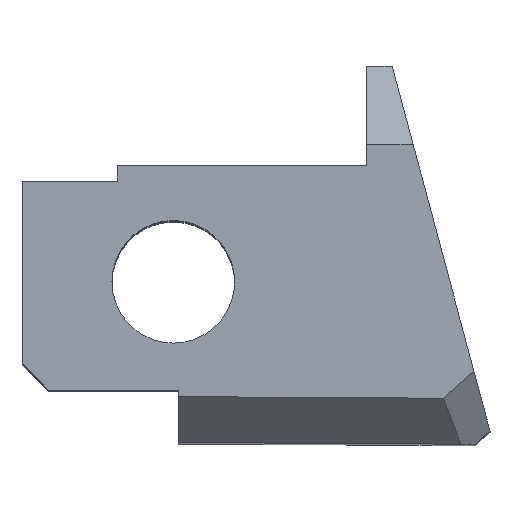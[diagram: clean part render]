
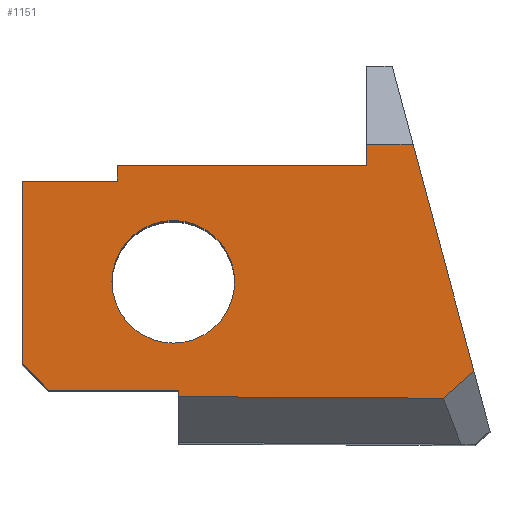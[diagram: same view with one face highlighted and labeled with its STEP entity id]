
A CAD part, top view. The second image highlights one B-rep face of the part: STEP entity #1151.
In plain terms, the highlighted planar face has unit normal (0, 0, 1).
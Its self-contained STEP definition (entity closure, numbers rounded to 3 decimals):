
#9 = VECTOR ( 'NONE', #1054, 1000. ) ;
#45 = CARTESIAN_POINT ( 'NONE',  ( 146.88, 115.979, 102.189 ) ) ;
#60 = ORIENTED_EDGE ( 'NONE', *, *, #107, .F. ) ;
#65 = VERTEX_POINT ( 'NONE', #964 ) ;
#68 = DIRECTION ( 'NONE',  ( 0.259, -0.966, 0. ) ) ;
#79 = CIRCLE ( 'NONE', #1229, 1.6 ) ;
#93 = CARTESIAN_POINT ( 'NONE',  ( 137.002, 110.949, 102.189 ) ) ;
#105 = VERTEX_POINT ( 'NONE', #654 ) ;
#106 = CARTESIAN_POINT ( 'NONE',  ( 145.293, 117.357, 102.189 ) ) ;
#107 = EDGE_CURVE ( 'NONE', #1373, #1038, #1332, .T. ) ;
#154 = CARTESIAN_POINT ( 'NONE',  ( 138.793, 116.4, 102.189 ) ) ;
#184 = EDGE_CURVE ( 'NONE', #2032, #1420, #1360, .T. ) ;
#199 = LINE ( 'NONE', #1935, #894 ) ;
#226 = VERTEX_POINT ( 'NONE', #1824 ) ;
#234 = EDGE_CURVE ( 'NONE', #105, #820, #1177, .T. ) ;
#237 = EDGE_CURVE ( 'NONE', #1223, #919, #902, .T. ) ;
#240 = VERTEX_POINT ( 'NONE', #106 ) ;
#241 = CARTESIAN_POINT ( 'NONE',  ( 148.532, 110.73, 102.189 ) ) ;
#257 = LINE ( 'NONE', #1171, #634 ) ;
#285 = DIRECTION ( 'NONE',  ( 0., 0., -1. ) ) ;
#303 = DIRECTION ( 'NONE',  ( 1., 0., 0. ) ) ;
#353 = ORIENTED_EDGE ( 'NONE', *, *, #1176, .F. ) ;
#385 = VERTEX_POINT ( 'NONE', #1225 ) ;
#396 = EDGE_CURVE ( 'NONE', #1420, #226, #199, .T. ) ;
#450 = EDGE_CURVE ( 'NONE', #226, #820, #1743, .T. ) ;
#458 = FACE_OUTER_BOUND ( 'NONE', #1744, .T. ) ;
#471 = DIRECTION ( 'NONE',  ( 1., 0., 0. ) ) ;
#506 = CARTESIAN_POINT ( 'NONE',  ( 136.307, 112.705, 102.189 ) ) ;
#519 = CARTESIAN_POINT ( 'NONE',  ( 140.413, 113.53, 102.189 ) ) ;
#524 = LINE ( 'NONE', #506, #1922 ) ;
#549 = CARTESIAN_POINT ( 'NONE',  ( 138.793, 117.787, 102.189 ) ) ;
#551 = ORIENTED_EDGE ( 'NONE', *, *, #751, .T. ) ;
#567 = AXIS2_PLACEMENT_3D ( 'NONE', #2001, #1070, #303 ) ;
#575 = CARTESIAN_POINT ( 'NONE',  ( 136.307, 111.644, 102.189 ) ) ;
#613 = ORIENTED_EDGE ( 'NONE', *, *, #926, .F. ) ;
#614 = DIRECTION ( 'NONE',  ( 0., -1., 0. ) ) ;
#634 = VECTOR ( 'NONE', #681, 1000. ) ;
#636 = CARTESIAN_POINT ( 'NONE',  ( 141.88, 117.357, 102.189 ) ) ;
#648 = CARTESIAN_POINT ( 'NONE',  ( 140.396, 110.778, 102.189 ) ) ;
#654 = CARTESIAN_POINT ( 'NONE',  ( 147.299, 110.737, 102.189 ) ) ;
#656 = CARTESIAN_POINT ( 'NONE',  ( 140.606, 116.805, 102.189 ) ) ;
#658 = CARTESIAN_POINT ( 'NONE',  ( 140.254, 113.773, 102.189 ) ) ;
#660 = ORIENTED_EDGE ( 'NONE', *, *, #237, .F. ) ;
#681 = DIRECTION ( 'NONE',  ( 0.75, 0.661, 0. ) ) ;
#714 = ORIENTED_EDGE ( 'NONE', *, *, #858, .F. ) ;
#740 = VERTEX_POINT ( 'NONE', #1530 ) ;
#751 = EDGE_CURVE ( 'NONE', #1519, #385, #1951, .T. ) ;
#773 = LINE ( 'NONE', #656, #1268 ) ;
#775 = ORIENTED_EDGE ( 'NONE', *, *, #450, .T. ) ;
#808 = CARTESIAN_POINT ( 'NONE',  ( 138.793, 116.805, 102.189 ) ) ;
#820 = VERTEX_POINT ( 'NONE', #648 ) ;
#858 = EDGE_CURVE ( 'NONE', #2032, #740, #524, .T. ) ;
#862 = CARTESIAN_POINT ( 'NONE',  ( 137.407, 110.544, 102.189 ) ) ;
#870 = VECTOR ( 'NONE', #1756, 1000. ) ;
#894 = VECTOR ( 'NONE', #1320, 1000. ) ;
#902 = LINE ( 'NONE', #549, #1495 ) ;
#919 = VERTEX_POINT ( 'NONE', #808 ) ;
#926 = EDGE_CURVE ( 'NONE', #740, #1223, #1124, .T. ) ;
#944 = CARTESIAN_POINT ( 'NONE',  ( 141.854, 113.773, 102.189 ) ) ;
#964 = CARTESIAN_POINT ( 'NONE',  ( 145.293, 116.805, 102.189 ) ) ;
#1009 = CARTESIAN_POINT ( 'NONE',  ( 146.511, 117.357, 102.189 ) ) ;
#1038 = VERTEX_POINT ( 'NONE', #1502 ) ;
#1054 = DIRECTION ( 'NONE',  ( -1., 0.006, 0. ) ) ;
#1070 = DIRECTION ( 'NONE',  ( 0., 0., -1. ) ) ;
#1097 = ORIENTED_EDGE ( 'NONE', *, *, #1224, .F. ) ;
#1121 = LINE ( 'NONE', #636, #1297 ) ;
#1124 = LINE ( 'NONE', #1276, #870 ) ;
#1150 = DIRECTION ( 'NONE',  ( 0., 1., 0. ) ) ;
#1151 = ADVANCED_FACE ( 'NONE', ( #1413, #458 ), #1692, .F. ) ;
#1169 = AXIS2_PLACEMENT_3D ( 'NONE', #1999, #285, #614 ) ;
#1171 = CARTESIAN_POINT ( 'NONE',  ( 146.633, 110.151, 102.189 ) ) ;
#1176 = EDGE_CURVE ( 'NONE', #65, #240, #1528, .T. ) ;
#1177 = LINE ( 'NONE', #241, #9 ) ;
#1185 = DIRECTION ( 'NONE',  ( 0., 1., 0. ) ) ;
#1200 = VECTOR ( 'NONE', #68, 1000. ) ;
#1213 = CARTESIAN_POINT ( 'NONE',  ( 145.293, 116.805, 102.189 ) ) ;
#1223 = VERTEX_POINT ( 'NONE', #154 ) ;
#1224 = EDGE_CURVE ( 'NONE', #919, #65, #773, .T. ) ;
#1225 = CARTESIAN_POINT ( 'NONE',  ( 138.654, 113.773, 102.189 ) ) ;
#1229 = AXIS2_PLACEMENT_3D ( 'NONE', #658, #1262, #471 ) ;
#1262 = DIRECTION ( 'NONE',  ( 0., 0., -1. ) ) ;
#1265 = VECTOR ( 'NONE', #1974, 1000. ) ;
#1268 = VECTOR ( 'NONE', #1273, 1000. ) ;
#1273 = DIRECTION ( 'NONE',  ( 1., 0., 0. ) ) ;
#1276 = CARTESIAN_POINT ( 'NONE',  ( 140.606, 116.4, 102.189 ) ) ;
#1297 = VECTOR ( 'NONE', #1456, 1000. ) ;
#1314 = ORIENTED_EDGE ( 'NONE', *, *, #184, .T. ) ;
#1320 = DIRECTION ( 'NONE',  ( 1., 0., 0. ) ) ;
#1332 = LINE ( 'NONE', #45, #1200 ) ;
#1359 = EDGE_LOOP ( 'NONE', ( #551, #1788 ) ) ;
#1360 = LINE ( 'NONE', #862, #1265 ) ;
#1373 = VERTEX_POINT ( 'NONE', #1009 ) ;
#1413 = FACE_BOUND ( 'NONE', #1359, .T. ) ;
#1416 = ORIENTED_EDGE ( 'NONE', *, *, #1452, .T. ) ;
#1420 = VERTEX_POINT ( 'NONE', #93 ) ;
#1429 = VECTOR ( 'NONE', #1837, 1000. ) ;
#1452 = EDGE_CURVE ( 'NONE', #105, #1038, #257, .T. ) ;
#1456 = DIRECTION ( 'NONE',  ( -1., 0., 0. ) ) ;
#1495 = VECTOR ( 'NONE', #1185, 1000. ) ;
#1502 = CARTESIAN_POINT ( 'NONE',  ( 148.096, 111.44, 102.189 ) ) ;
#1519 = VERTEX_POINT ( 'NONE', #944 ) ;
#1528 = LINE ( 'NONE', #1213, #1429 ) ;
#1530 = CARTESIAN_POINT ( 'NONE',  ( 136.307, 116.4, 102.189 ) ) ;
#1600 = ORIENTED_EDGE ( 'NONE', *, *, #234, .F. ) ;
#1634 = EDGE_CURVE ( 'NONE', #385, #1519, #79, .T. ) ;
#1692 = PLANE ( 'NONE',  #1169 ) ;
#1717 = VECTOR ( 'NONE', #1779, 1000. ) ;
#1743 = LINE ( 'NONE', #519, #1717 ) ;
#1744 = EDGE_LOOP ( 'NONE', ( #353, #1097, #660, #613, #714, #1314, #1872, #775, #1600, #1416, #60, #2027 ) ) ;
#1756 = DIRECTION ( 'NONE',  ( 1., 0., 0. ) ) ;
#1779 = DIRECTION ( 'NONE',  ( -0.006, -1., 0. ) ) ;
#1788 = ORIENTED_EDGE ( 'NONE', *, *, #1634, .T. ) ;
#1824 = CARTESIAN_POINT ( 'NONE',  ( 140.397, 110.949, 102.189 ) ) ;
#1837 = DIRECTION ( 'NONE',  ( 0., 1., 0. ) ) ;
#1872 = ORIENTED_EDGE ( 'NONE', *, *, #396, .T. ) ;
#1922 = VECTOR ( 'NONE', #1150, 1000. ) ;
#1935 = CARTESIAN_POINT ( 'NONE',  ( 141.409, 110.949, 102.189 ) ) ;
#1951 = CIRCLE ( 'NONE', #567, 1.6 ) ;
#1974 = DIRECTION ( 'NONE',  ( 0.707, -0.707, 0. ) ) ;
#1992 = EDGE_CURVE ( 'NONE', #1373, #240, #1121, .T. ) ;
#1999 = CARTESIAN_POINT ( 'NONE',  ( 142.42, 114.175, 102.189 ) ) ;
#2001 = CARTESIAN_POINT ( 'NONE',  ( 140.254, 113.773, 102.189 ) ) ;
#2027 = ORIENTED_EDGE ( 'NONE', *, *, #1992, .T. ) ;
#2032 = VERTEX_POINT ( 'NONE', #575 ) ;
